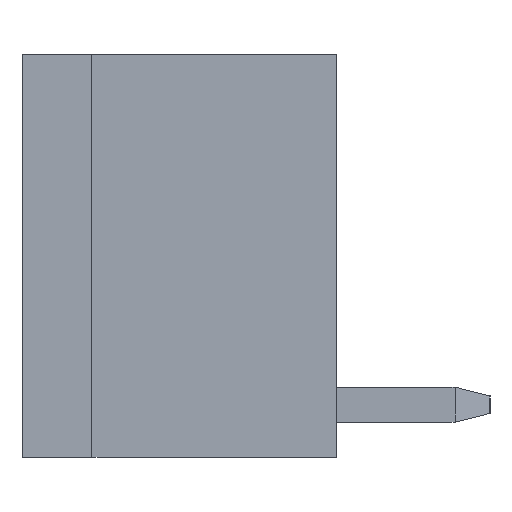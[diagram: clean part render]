
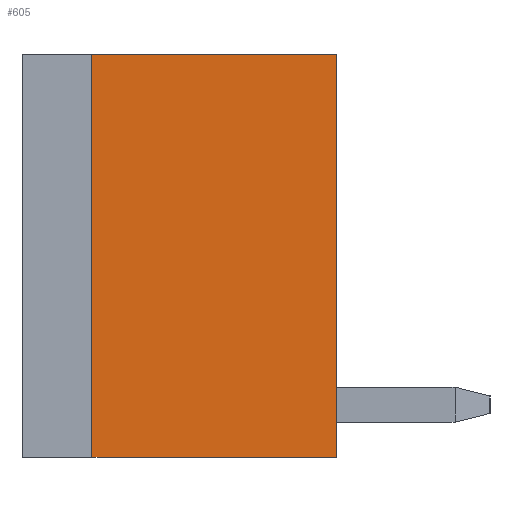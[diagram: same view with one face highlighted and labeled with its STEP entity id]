
A CAD part, left-side view. The second image highlights one B-rep face of the part: STEP entity #605.
In plain terms, the highlighted planar face has unit normal (-1, 0, 0).
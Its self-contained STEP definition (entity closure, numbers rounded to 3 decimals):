
#605 = ADVANCED_FACE( '', ( #1307 ), #1308, .F. );
#1307 = FACE_OUTER_BOUND( '', #2136, .T. );
#1308 = PLANE( '', #2137 );
#2136 = EDGE_LOOP( '', ( #3677, #3678, #3679, #3680 ) );
#2137 = AXIS2_PLACEMENT_3D( '', #3681, #3682, #3683 );
#3677 = ORIENTED_EDGE( '', *, *, #5408, .F. );
#3678 = ORIENTED_EDGE( '', *, *, #5645, .T. );
#3679 = ORIENTED_EDGE( '', *, *, #5646, .F. );
#3680 = ORIENTED_EDGE( '', *, *, #5483, .F. );
#3681 = CARTESIAN_POINT( '', ( -13.9, 0., 0. ) );
#3682 = DIRECTION( '', ( 1., 0., 0. ) );
#3683 = DIRECTION( '', ( 0., 0., -1. ) );
#5408 = EDGE_CURVE( '', #6641, #6643, #6644, .T. );
#5483 = EDGE_CURVE( '', #6643, #6762, #6763, .T. );
#5645 = EDGE_CURVE( '', #6641, #6993, #6994, .T. );
#5646 = EDGE_CURVE( '', #6762, #6993, #6995, .T. );
#6641 = VERTEX_POINT( '', #8494 );
#6643 = VERTEX_POINT( '', #8497 );
#6644 = LINE( '', #8498, #8499 );
#6762 = VERTEX_POINT( '', #8678 );
#6763 = LINE( '', #8679, #8680 );
#6993 = VERTEX_POINT( '', #9067 );
#6994 = LINE( '', #9068, #9069 );
#6995 = LINE( '', #9070, #9071 );
#8494 = CARTESIAN_POINT( '', ( -13.9, 2., 4.6 ) );
#8497 = CARTESIAN_POINT( '', ( -13.9, -3.6, 4.6 ) );
#8498 = CARTESIAN_POINT( '', ( -13.9, 3.6, 4.6 ) );
#8499 = VECTOR( '', #10080, 1000. );
#8678 = CARTESIAN_POINT( '', ( -13.9, -3.6, -4.6 ) );
#8679 = CARTESIAN_POINT( '', ( -13.9, -3.6, 4.6 ) );
#8680 = VECTOR( '', #10157, 1000. );
#9067 = CARTESIAN_POINT( '', ( -13.9, 2., -4.6 ) );
#9068 = CARTESIAN_POINT( '', ( -13.9, 2., 0. ) );
#9069 = VECTOR( '', #10285, 1000. );
#9070 = CARTESIAN_POINT( '', ( -13.9, -3.6, -4.6 ) );
#9071 = VECTOR( '', #10286, 1000. );
#10080 = DIRECTION( '', ( 0., -1., 0. ) );
#10157 = DIRECTION( '', ( 0., 0., -1. ) );
#10285 = DIRECTION( '', ( 0., 0., -1. ) );
#10286 = DIRECTION( '', ( 0., 1., 0. ) );
